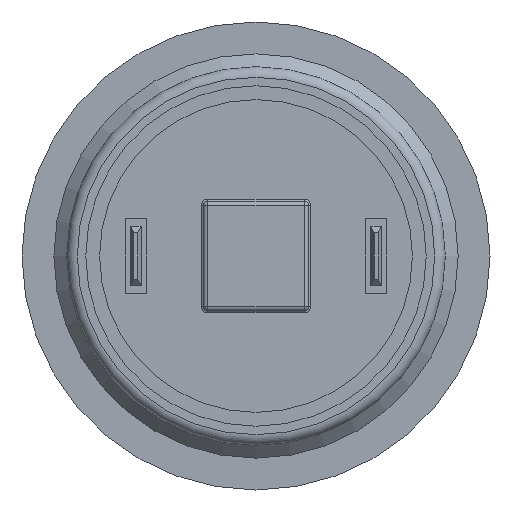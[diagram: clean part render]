
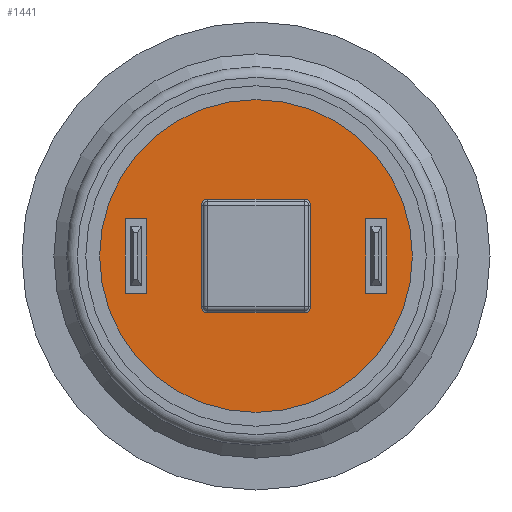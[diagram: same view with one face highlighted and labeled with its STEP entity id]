
A CAD part, front view. The second image highlights one B-rep face of the part: STEP entity #1441.
In plain terms, the highlighted planar face has unit normal (0, -1, 0).
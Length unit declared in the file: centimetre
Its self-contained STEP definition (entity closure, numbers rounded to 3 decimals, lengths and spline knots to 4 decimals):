
#61=FACE_BOUND('',#304,.T.);
#62=FACE_BOUND('',#305,.T.);
#63=FACE_BOUND('',#306,.T.);
#87=CIRCLE('',#1547,0.03);
#89=CIRCLE('',#1550,0.03);
#93=CIRCLE('',#1555,0.03);
#97=CIRCLE('',#1561,0.03);
#113=CIRCLE('',#1594,0.735);
#203=FACE_OUTER_BOUND('',#303,.T.);
#303=EDGE_LOOP('',(#1226));
#304=EDGE_LOOP('',(#1227,#1228,#1229,#1230));
#305=EDGE_LOOP('',(#1231,#1232,#1233,#1234));
#306=EDGE_LOOP('',(#1235,#1236,#1237,#1238,#1239,#1240,#1241,#1242));
#412=LINE('',#2282,#546);
#415=LINE('',#2288,#549);
#418=LINE('',#2294,#552);
#421=LINE('',#2298,#555);
#424=LINE('',#2307,#558);
#427=LINE('',#2313,#561);
#430=LINE('',#2319,#564);
#433=LINE('',#2323,#567);
#434=LINE('',#2353,#568);
#436=LINE('',#2365,#570);
#454=LINE('',#2420,#588);
#456=LINE('',#2423,#590);
#546=VECTOR('',#1828,1.);
#549=VECTOR('',#1833,1.);
#552=VECTOR('',#1838,1.);
#555=VECTOR('',#1843,1.);
#558=VECTOR('',#1850,1.);
#561=VECTOR('',#1855,1.);
#564=VECTOR('',#1860,1.);
#567=VECTOR('',#1865,1.);
#568=VECTOR('',#1900,1.);
#570=VECTOR('',#1914,1.);
#588=VECTOR('',#1982,1.);
#590=VECTOR('',#1986,1.);
#662=VERTEX_POINT('',#2279);
#663=VERTEX_POINT('',#2281);
#665=VERTEX_POINT('',#2287);
#667=VERTEX_POINT('',#2293);
#670=VERTEX_POINT('',#2304);
#671=VERTEX_POINT('',#2306);
#673=VERTEX_POINT('',#2312);
#675=VERTEX_POINT('',#2318);
#678=VERTEX_POINT('',#2329);
#679=VERTEX_POINT('',#2331);
#680=VERTEX_POINT('',#2335);
#681=VERTEX_POINT('',#2336);
#684=VERTEX_POINT('',#2344);
#685=VERTEX_POINT('',#2345);
#688=VERTEX_POINT('',#2356);
#689=VERTEX_POINT('',#2357);
#704=VERTEX_POINT('',#2427);
#818=EDGE_CURVE('',#663,#662,#412,.T.);
#821=EDGE_CURVE('',#665,#663,#415,.T.);
#824=EDGE_CURVE('',#667,#665,#418,.T.);
#827=EDGE_CURVE('',#662,#667,#421,.T.);
#830=EDGE_CURVE('',#671,#670,#424,.T.);
#833=EDGE_CURVE('',#673,#671,#427,.T.);
#836=EDGE_CURVE('',#675,#673,#430,.T.);
#839=EDGE_CURVE('',#670,#675,#433,.T.);
#842=EDGE_CURVE('',#678,#679,#87,.T.);
#844=EDGE_CURVE('',#680,#681,#89,.T.);
#848=EDGE_CURVE('',#684,#685,#93,.T.);
#852=EDGE_CURVE('',#685,#678,#434,.T.);
#854=EDGE_CURVE('',#688,#689,#97,.T.);
#858=EDGE_CURVE('',#689,#684,#436,.T.);
#888=EDGE_CURVE('',#681,#688,#454,.T.);
#890=EDGE_CURVE('',#679,#680,#456,.T.);
#892=EDGE_CURVE('',#704,#704,#113,.T.);
#1226=ORIENTED_EDGE('',*,*,#892,.F.);
#1227=ORIENTED_EDGE('',*,*,#818,.T.);
#1228=ORIENTED_EDGE('',*,*,#827,.T.);
#1229=ORIENTED_EDGE('',*,*,#824,.T.);
#1230=ORIENTED_EDGE('',*,*,#821,.T.);
#1231=ORIENTED_EDGE('',*,*,#830,.T.);
#1232=ORIENTED_EDGE('',*,*,#839,.T.);
#1233=ORIENTED_EDGE('',*,*,#836,.T.);
#1234=ORIENTED_EDGE('',*,*,#833,.T.);
#1235=ORIENTED_EDGE('',*,*,#854,.F.);
#1236=ORIENTED_EDGE('',*,*,#888,.F.);
#1237=ORIENTED_EDGE('',*,*,#844,.F.);
#1238=ORIENTED_EDGE('',*,*,#890,.F.);
#1239=ORIENTED_EDGE('',*,*,#842,.F.);
#1240=ORIENTED_EDGE('',*,*,#852,.F.);
#1241=ORIENTED_EDGE('',*,*,#848,.F.);
#1242=ORIENTED_EDGE('',*,*,#858,.F.);
#1359=PLANE('',#1593);
#1441=ADVANCED_FACE('',(#203,#61,#62,#63),#1359,.F.);
#1547=AXIS2_PLACEMENT_3D('',#2332,#1874,#1875);
#1550=AXIS2_PLACEMENT_3D('',#2337,#1880,#1881);
#1555=AXIS2_PLACEMENT_3D('',#2346,#1890,#1891);
#1561=AXIS2_PLACEMENT_3D('',#2358,#1904,#1905);
#1593=AXIS2_PLACEMENT_3D('',#2426,#1990,#1991);
#1594=AXIS2_PLACEMENT_3D('',#2428,#1992,#1993);
#1828=DIRECTION('',(0.,0.,1.));
#1833=DIRECTION('',(-1.,0.,0.));
#1838=DIRECTION('',(0.,0.,-1.));
#1843=DIRECTION('',(1.,0.,0.));
#1850=DIRECTION('',(0.,0.,1.));
#1855=DIRECTION('',(-1.,0.,0.));
#1860=DIRECTION('',(0.,0.,-1.));
#1865=DIRECTION('',(1.,0.,0.));
#1874=DIRECTION('center_axis',(0.,-1.,0.));
#1875=DIRECTION('ref_axis',(0.707,0.,0.707));
#1880=DIRECTION('center_axis',(0.,-1.,0.));
#1881=DIRECTION('ref_axis',(-0.707,0.,0.707));
#1890=DIRECTION('center_axis',(0.,-1.,0.));
#1891=DIRECTION('ref_axis',(0.707,0.,-0.707));
#1900=DIRECTION('',(0.,0.,1.));
#1904=DIRECTION('center_axis',(0.,-1.,0.));
#1905=DIRECTION('ref_axis',(-0.707,0.,-0.707));
#1914=DIRECTION('',(1.,0.,0.));
#1982=DIRECTION('',(0.,0.,-1.));
#1986=DIRECTION('',(-1.,0.,0.));
#1990=DIRECTION('center_axis',(0.,1.,0.));
#1991=DIRECTION('ref_axis',(-1.,0.,0.));
#1992=DIRECTION('center_axis',(0.,1.,0.));
#1993=DIRECTION('ref_axis',(-1.,0.,0.));
#2279=CARTESIAN_POINT('',(0.515,-0.25,0.175));
#2281=CARTESIAN_POINT('',(0.515,-0.25,-0.175));
#2282=CARTESIAN_POINT('',(0.515,-0.25,0.0875));
#2287=CARTESIAN_POINT('',(0.615,-0.25,-0.175));
#2288=CARTESIAN_POINT('',(0.2575,-0.25,-0.175));
#2293=CARTESIAN_POINT('',(0.615,-0.25,0.175));
#2294=CARTESIAN_POINT('',(0.615,-0.25,-0.0875));
#2298=CARTESIAN_POINT('',(0.2825,-0.25,0.175));
#2304=CARTESIAN_POINT('',(-0.615,-0.25,0.175));
#2306=CARTESIAN_POINT('',(-0.615,-0.25,-0.175));
#2307=CARTESIAN_POINT('',(-0.615,-0.25,0.0875));
#2312=CARTESIAN_POINT('',(-0.515,-0.25,-0.175));
#2313=CARTESIAN_POINT('',(-0.3075,-0.25,-0.175));
#2318=CARTESIAN_POINT('',(-0.515,-0.25,0.175));
#2319=CARTESIAN_POINT('',(-0.515,-0.25,-0.0875));
#2323=CARTESIAN_POINT('',(-0.2825,-0.25,0.175));
#2329=CARTESIAN_POINT('',(0.2575,-0.25,0.2375));
#2331=CARTESIAN_POINT('',(0.2275,-0.25,0.2675));
#2332=CARTESIAN_POINT('Origin',(0.2275,-0.25,0.2375));
#2335=CARTESIAN_POINT('',(-0.2275,-0.25,0.2675));
#2336=CARTESIAN_POINT('',(-0.2575,-0.25,0.2375));
#2337=CARTESIAN_POINT('Origin',(-0.2275,-0.25,0.2375));
#2344=CARTESIAN_POINT('',(0.2275,-0.25,-0.2675));
#2345=CARTESIAN_POINT('',(0.2575,-0.25,-0.2375));
#2346=CARTESIAN_POINT('Origin',(0.2275,-0.25,-0.2375));
#2353=CARTESIAN_POINT('',(0.2575,-0.25,0.1288));
#2356=CARTESIAN_POINT('',(-0.2575,-0.25,-0.2375));
#2357=CARTESIAN_POINT('',(-0.2275,-0.25,-0.2675));
#2358=CARTESIAN_POINT('Origin',(-0.2275,-0.25,-0.2375));
#2365=CARTESIAN_POINT('',(0.1238,-0.25,-0.2675));
#2420=CARTESIAN_POINT('',(-0.2575,-0.25,-0.1288));
#2423=CARTESIAN_POINT('',(-0.1238,-0.25,0.2675));
#2426=CARTESIAN_POINT('Origin',(0.,-0.25,0.));
#2427=CARTESIAN_POINT('',(0.735,-0.25,0.));
#2428=CARTESIAN_POINT('Origin',(0.,-0.25,0.));
